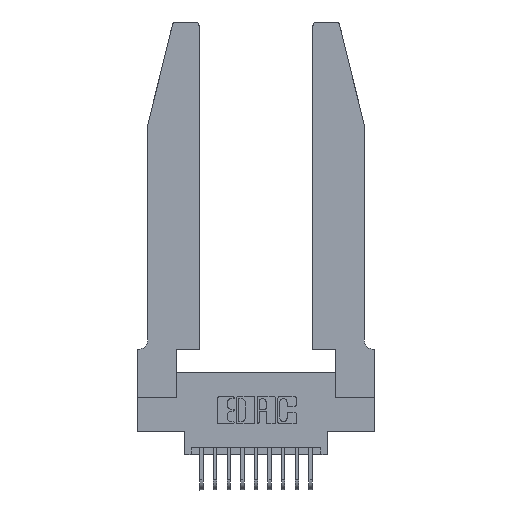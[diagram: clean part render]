
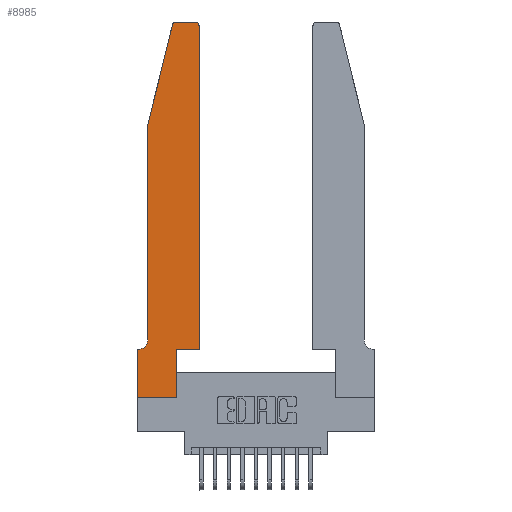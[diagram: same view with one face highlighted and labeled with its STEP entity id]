
A CAD part, top view. The second image highlights one B-rep face of the part: STEP entity #8985.
In plain terms, the highlighted planar face has unit normal (0, 0, 1).
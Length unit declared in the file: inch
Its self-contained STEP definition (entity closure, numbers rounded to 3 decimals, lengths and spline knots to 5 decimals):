
#142 = ORIENTED_EDGE ( 'NONE', *, *, #12049, .T. ) ;
#207 = DIRECTION ( 'NONE',  ( -0.239, -0.971, 0. ) ) ;
#291 = CARTESIAN_POINT ( 'NONE',  ( 0.2865, 0., 0.37 ) ) ;
#506 = ORIENTED_EDGE ( 'NONE', *, *, #6750, .T. ) ;
#694 = EDGE_CURVE ( 'NONE', #11114, #4578, #6593, .T. ) ;
#740 = ORIENTED_EDGE ( 'NONE', *, *, #8599, .T. ) ;
#770 = CARTESIAN_POINT ( 'NONE',  ( 0., 0., 0.37 ) ) ;
#882 = DIRECTION ( 'NONE',  ( -1., 0., 0. ) ) ;
#978 = CARTESIAN_POINT ( 'NONE',  ( 0.4205, 2.72, 0.37 ) ) ;
#1011 = EDGE_CURVE ( 'NONE', #5644, #13465, #11632, .T. ) ;
#1148 = AXIS2_PLACEMENT_3D ( 'NONE', #978, #9813, #2342 ) ;
#1182 = DIRECTION ( 'NONE',  ( -1., 0., 0. ) ) ;
#1675 = VERTEX_POINT ( 'NONE', #770 ) ;
#1868 = VERTEX_POINT ( 'NONE', #7636 ) ;
#1907 = DIRECTION ( 'NONE',  ( -1., 0., 0. ) ) ;
#1977 = LINE ( 'NONE', #10075, #5128 ) ;
#2098 = CARTESIAN_POINT ( 'NONE',  ( 0.25487, 2.72718, 0.37 ) ) ;
#2342 = DIRECTION ( 'NONE',  ( 1., 0., 0. ) ) ;
#2521 = CARTESIAN_POINT ( 'NONE',  ( 0.2865, 0.35, 0.37 ) ) ;
#2532 = VERTEX_POINT ( 'NONE', #15164 ) ;
#2573 = LINE ( 'NONE', #14490, #12097 ) ;
#2683 = VECTOR ( 'NONE', #16029, 39.37008 ) ;
#2993 = ORIENTED_EDGE ( 'NONE', *, *, #7594, .T. ) ;
#3396 = CARTESIAN_POINT ( 'NONE',  ( 0.4505, 0.35, 0.37 ) ) ;
#3550 = CARTESIAN_POINT ( 'NONE',  ( 0., 0., 0.37 ) ) ;
#4074 = EDGE_CURVE ( 'NONE', #7793, #12436, #11526, .T. ) ;
#4104 = CARTESIAN_POINT ( 'NONE',  ( 0.284, 2.75, 0.37 ) ) ;
#4578 = VERTEX_POINT ( 'NONE', #4794 ) ;
#4703 = ORIENTED_EDGE ( 'NONE', *, *, #14428, .T. ) ;
#4794 = CARTESIAN_POINT ( 'NONE',  ( 0., 0.35, 0.37 ) ) ;
#5003 = VERTEX_POINT ( 'NONE', #10530 ) ;
#5128 = VECTOR ( 'NONE', #16120, 39.37008 ) ;
#5451 = CARTESIAN_POINT ( 'NONE',  ( 0.0755, 2., 0.37 ) ) ;
#5480 = VECTOR ( 'NONE', #6131, 39.37008 ) ;
#5644 = VERTEX_POINT ( 'NONE', #2098 ) ;
#5751 = CIRCLE ( 'NONE', #15515, 0.07 ) ;
#5811 = EDGE_CURVE ( 'NONE', #11412, #1868, #1977, .T. ) ;
#6131 = DIRECTION ( 'NONE',  ( 1., 0., 0. ) ) ;
#6196 = LINE ( 'NONE', #2521, #2683 ) ;
#6265 = CARTESIAN_POINT ( 'NONE',  ( 0., 0.35, 0.37 ) ) ;
#6593 = LINE ( 'NONE', #12668, #9340 ) ;
#6654 = LINE ( 'NONE', #3550, #5480 ) ;
#6750 = EDGE_CURVE ( 'NONE', #1868, #7793, #11513, .T. ) ;
#6953 = CARTESIAN_POINT ( 'NONE',  ( 0.284, 2.72, 0.37 ) ) ;
#6967 = VERTEX_POINT ( 'NONE', #291 ) ;
#7139 = EDGE_CURVE ( 'NONE', #1675, #6967, #6654, .T. ) ;
#7159 = CARTESIAN_POINT ( 'NONE',  ( 0.0755, 2., 0.37 ) ) ;
#7594 = EDGE_CURVE ( 'NONE', #4578, #1675, #2573, .T. ) ;
#7636 = CARTESIAN_POINT ( 'NONE',  ( 0.4505, 2.72, 0.37 ) ) ;
#7642 = LINE ( 'NONE', #3396, #10844 ) ;
#7762 = CARTESIAN_POINT ( 'NONE',  ( 0.0755, 2., 0.37 ) ) ;
#7793 = VERTEX_POINT ( 'NONE', #12395 ) ;
#8599 = EDGE_CURVE ( 'NONE', #12436, #5644, #15809, .T. ) ;
#8662 = DIRECTION ( 'NONE',  ( 1., 0., 0. ) ) ;
#8805 = VECTOR ( 'NONE', #207, 39.37008 ) ;
#8822 = DIRECTION ( 'NONE',  ( 0., 0., -1. ) ) ;
#8985 = ADVANCED_FACE ( 'NONE', ( #13754 ), #9770, .T. ) ;
#9035 = ORIENTED_EDGE ( 'NONE', *, *, #12353, .T. ) ;
#9340 = VECTOR ( 'NONE', #1907, 39.37008 ) ;
#9405 = CARTESIAN_POINT ( 'NONE',  ( 0.0055, 0.35, 0.37 ) ) ;
#9425 = AXIS2_PLACEMENT_3D ( 'NONE', #6953, #15364, #11559 ) ;
#9514 = VECTOR ( 'NONE', #14401, 39.37008 ) ;
#9522 = DIRECTION ( 'NONE',  ( 1., 0., 0. ) ) ;
#9633 = ORIENTED_EDGE ( 'NONE', *, *, #13148, .T. ) ;
#9770 = PLANE ( 'NONE',  #14861 ) ;
#9813 = DIRECTION ( 'NONE',  ( 0., 0., 1. ) ) ;
#10075 = CARTESIAN_POINT ( 'NONE',  ( 0.4505, 0.35, 0.37 ) ) ;
#10530 = CARTESIAN_POINT ( 'NONE',  ( 0.0755, 0.42, 0.37 ) ) ;
#10844 = VECTOR ( 'NONE', #9522, 39.37008 ) ;
#11101 = ORIENTED_EDGE ( 'NONE', *, *, #1011, .T. ) ;
#11114 = VERTEX_POINT ( 'NONE', #9405 ) ;
#11121 = ORIENTED_EDGE ( 'NONE', *, *, #694, .T. ) ;
#11412 = VERTEX_POINT ( 'NONE', #15131 ) ;
#11513 = CIRCLE ( 'NONE', #1148, 0.03 ) ;
#11526 = LINE ( 'NONE', #15807, #15148 ) ;
#11559 = DIRECTION ( 'NONE',  ( 1., 0., 0. ) ) ;
#11632 = LINE ( 'NONE', #5451, #8805 ) ;
#11965 = EDGE_LOOP ( 'NONE', ( #11982, #740, #11101, #142, #4703, #11121, #2993, #15464, #9035, #9633, #15163, #506 ) ) ;
#11982 = ORIENTED_EDGE ( 'NONE', *, *, #4074, .T. ) ;
#12049 = EDGE_CURVE ( 'NONE', #13465, #5003, #15974, .T. ) ;
#12097 = VECTOR ( 'NONE', #15656, 39.37008 ) ;
#12353 = EDGE_CURVE ( 'NONE', #6967, #2532, #6196, .T. ) ;
#12395 = CARTESIAN_POINT ( 'NONE',  ( 0.4205, 2.75, 0.37 ) ) ;
#12436 = VERTEX_POINT ( 'NONE', #4104 ) ;
#12668 = CARTESIAN_POINT ( 'NONE',  ( 0.0755, 0.35, 0.37 ) ) ;
#13148 = EDGE_CURVE ( 'NONE', #2532, #11412, #7642, .T. ) ;
#13465 = VERTEX_POINT ( 'NONE', #7762 ) ;
#13754 = FACE_OUTER_BOUND ( 'NONE', #11965, .T. ) ;
#14401 = DIRECTION ( 'NONE',  ( 0., -1., 0. ) ) ;
#14428 = EDGE_CURVE ( 'NONE', #5003, #11114, #5751, .T. ) ;
#14490 = CARTESIAN_POINT ( 'NONE',  ( 0., 0., 0.37 ) ) ;
#14861 = AXIS2_PLACEMENT_3D ( 'NONE', #6265, #15888, #8662 ) ;
#15131 = CARTESIAN_POINT ( 'NONE',  ( 0.4505, 0.35, 0.37 ) ) ;
#15148 = VECTOR ( 'NONE', #882, 39.37008 ) ;
#15163 = ORIENTED_EDGE ( 'NONE', *, *, #5811, .T. ) ;
#15164 = CARTESIAN_POINT ( 'NONE',  ( 0.2865, 0.35, 0.37 ) ) ;
#15364 = DIRECTION ( 'NONE',  ( 0., 0., 1. ) ) ;
#15464 = ORIENTED_EDGE ( 'NONE', *, *, #7139, .T. ) ;
#15515 = AXIS2_PLACEMENT_3D ( 'NONE', #16039, #8822, #1182 ) ;
#15656 = DIRECTION ( 'NONE',  ( 0., -1., 0. ) ) ;
#15807 = CARTESIAN_POINT ( 'NONE',  ( 0.2605, 2.75, 0.37 ) ) ;
#15809 = CIRCLE ( 'NONE', #9425, 0.03 ) ;
#15888 = DIRECTION ( 'NONE',  ( 0., 0., 1. ) ) ;
#15974 = LINE ( 'NONE', #7159, #9514 ) ;
#16029 = DIRECTION ( 'NONE',  ( 0., 1., 0. ) ) ;
#16039 = CARTESIAN_POINT ( 'NONE',  ( 0.0055, 0.42, 0.37 ) ) ;
#16120 = DIRECTION ( 'NONE',  ( 0., 1., 0. ) ) ;
